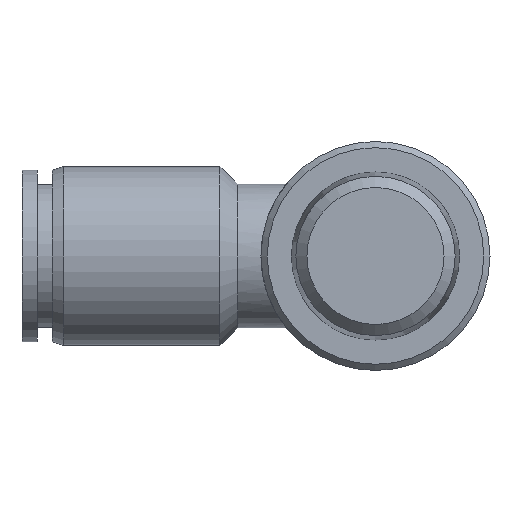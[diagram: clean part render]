
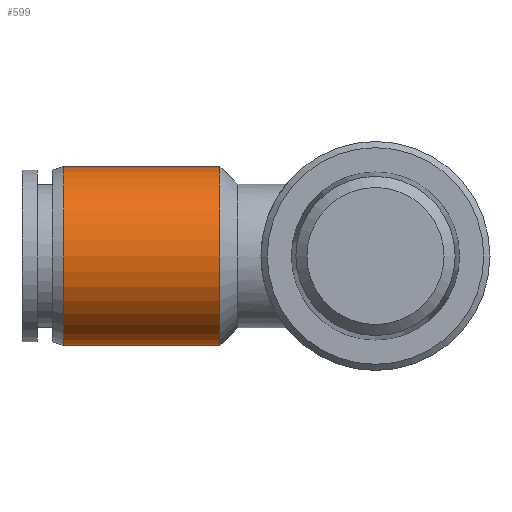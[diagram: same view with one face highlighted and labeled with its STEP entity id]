
A CAD part, front view. The second image highlights one B-rep face of the part: STEP entity #599.
In plain terms, the highlighted cylindrical face has radius 7.2 mm (diameter 14.4 mm), a full revolution.
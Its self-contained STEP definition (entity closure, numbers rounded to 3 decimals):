
#38=CYLINDRICAL_SURFACE('',#693,7.2);
#93=CIRCLE('',#692,7.2);
#94=CIRCLE('',#694,7.2);
#226=ORIENTED_EDGE('',*,*,#304,.T.);
#227=ORIENTED_EDGE('',*,*,#303,.F.);
#303=EDGE_CURVE('',#355,#355,#93,.T.);
#304=EDGE_CURVE('',#356,#356,#94,.T.);
#355=VERTEX_POINT('',#1146);
#356=VERTEX_POINT('',#1149);
#450=EDGE_LOOP('',(#226));
#451=EDGE_LOOP('',(#227));
#526=FACE_BOUND('',#450,.T.);
#527=FACE_BOUND('',#451,.T.);
#599=ADVANCED_FACE('',(#526,#527),#38,.T.);
#692=AXIS2_PLACEMENT_3D('',#1145,#859,#860);
#693=AXIS2_PLACEMENT_3D('',#1147,#861,#862);
#694=AXIS2_PLACEMENT_3D('',#1148,#863,#864);
#859=DIRECTION('',(1.,0.,0.));
#860=DIRECTION('',(0.,0.,-1.));
#861=DIRECTION('',(1.,0.,0.));
#862=DIRECTION('',(0.,0.,-1.));
#863=DIRECTION('',(1.,0.,0.));
#864=DIRECTION('',(0.,0.,-1.));
#1145=CARTESIAN_POINT('',(-12.496,0.,0.));
#1146=CARTESIAN_POINT('',(-12.496,0.,-7.2));
#1147=CARTESIAN_POINT('',(0.,0.,0.));
#1148=CARTESIAN_POINT('',(-25.055,0.,0.));
#1149=CARTESIAN_POINT('',(-25.055,0.,-7.2));
